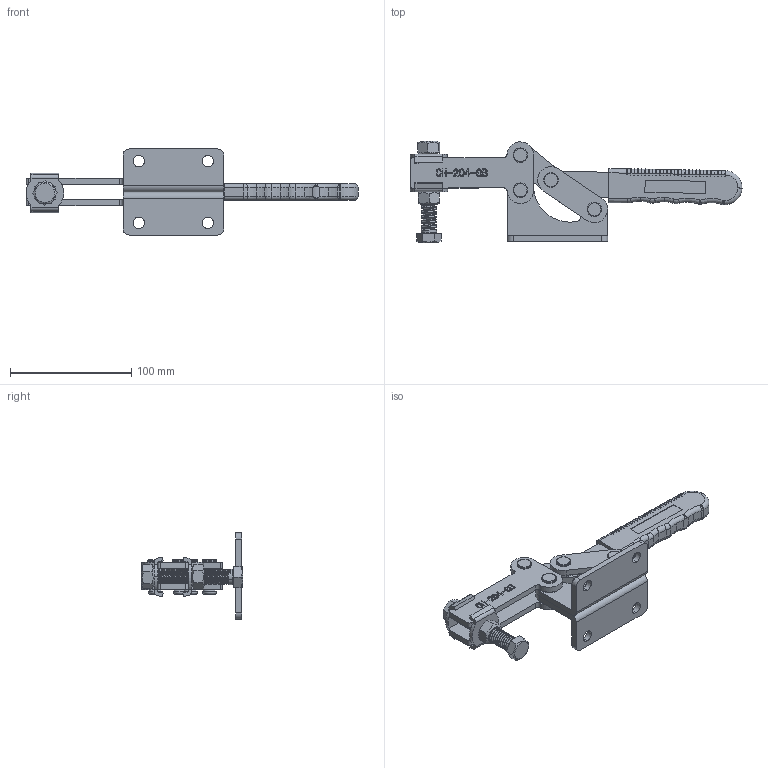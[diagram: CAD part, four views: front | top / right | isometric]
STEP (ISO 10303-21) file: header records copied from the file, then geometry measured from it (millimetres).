
FILE_DESCRIPTION (( 'STEP AP203' ), '1' );
FILE_NAME ('CH-204-GB.STEP', '2017-11-13T07:46:22', ( 'Windows' ), ( 'Microsoft' ), 'SwSTEP 2.0', 'SolidWorks 2015', '' );
FILE_SCHEMA (( 'CONFIG_CONTROL_DESIGN' ));
Length unit declared in the file: millimetre
Products named in the file (12): CH-FC-12300-01; CH-FC-12130; 204-GB-03; 204-GB-01; 204-GB-04; 204-GB-05; 204-GB-07; 204-GB-02; CH-204-GB; 204-GB-06; 204-GB-08; FW120(2)
Assembly tree (23 placements, depth 2):
  CH-204-GB
    204-GB-01
    204-GB-05  x4
    204-GB-02
    204-GB-06  x4
    204-GB-08  x4
    FW120(2)  x2
    CH-FC-12300-01  x2
    CH-FC-12130
    204-GB-03
    204-GB-04  x2
    204-GB-07
Bounding box: 273.78 x 83.52 x 71 mm (x, y, z)
Volume: 173353.6 mm3; surface area: 93388.7 mm2
Topology: 25 solids, 25 shells, 1169 faces, 2965 edges, 1878 vertices
Faces by surface type: cylinder 448, plane 388, bspline 188, torus 106, cone 33, sphere 6
Entity records: 43723 total; most frequent: CARTESIAN_POINT 18372, ORIENTED_EDGE 5276, DIRECTION 4494, EDGE_CURVE 2638, VERTEX_POINT 1670, AXIS2_PLACEMENT_3D 1567, VECTOR 1360, LINE 1360
